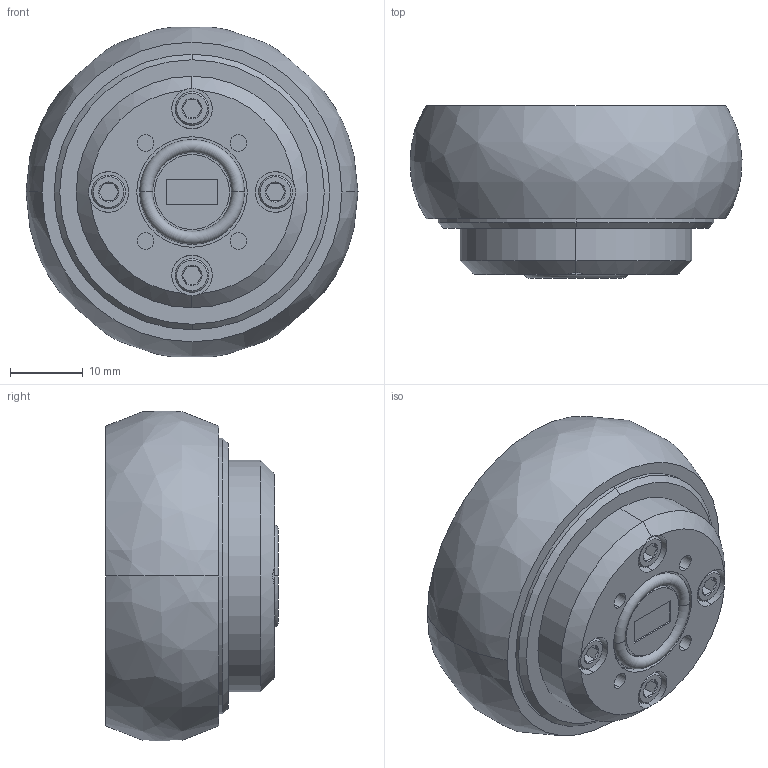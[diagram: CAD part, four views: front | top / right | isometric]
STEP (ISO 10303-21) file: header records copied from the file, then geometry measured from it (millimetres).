
FILE_DESCRIPTION (( 'STEP AP203' ), '1' );
FILE_NAME ('SAO-2734030345-28-S1-WR.STEP', '2019-06-27T17:25:46', ( '' ), ( '' ), 'SwSTEP 2.0', 'SolidWorks 2016', '' );
FILE_SCHEMA (( 'CONFIG_CONTROL_DESIGN' ));
Length unit declared in the file: inch
Products named in the file (1): SAO-2734030345-28-S1-WR
Bounding box: 45.52 x 23.65 x 45.2 mm (x, y, z)
Volume: 29520.2 mm3; surface area: 14652.3 mm2
Topology: 18 solids, 18 shells, 456 faces, 1106 edges, 694 vertices
Faces by surface type: cylinder 254, cone 92, plane 92, bspline 10, torus 8
Entity records: 17605 total; most frequent: CARTESIAN_POINT 7723, ORIENTED_EDGE 2196, DIRECTION 1920, EDGE_CURVE 1098, AXIS2_PLACEMENT_3D 755, VERTEX_POINT 694, EDGE_LOOP 508, FACE_OUTER_BOUND 456
